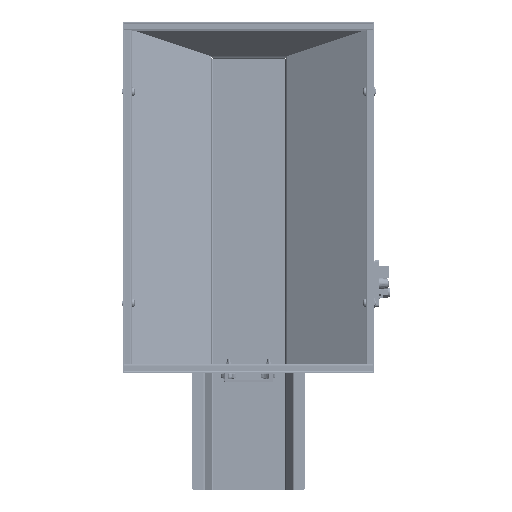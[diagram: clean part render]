
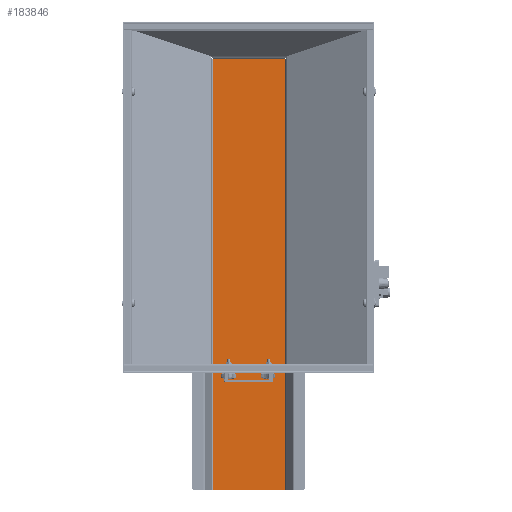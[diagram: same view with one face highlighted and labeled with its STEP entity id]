
A CAD part, top view. The second image highlights one B-rep face of the part: STEP entity #183846.
In plain terms, the highlighted planar face has unit normal (0, 0, 1).
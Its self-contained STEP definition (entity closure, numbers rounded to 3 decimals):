
#3718=PLANE('',#197056);
#14889=FACE_OUTER_BOUND('',#25123,.T.);
#25123=EDGE_LOOP('',(#143485,#143486,#143487,#143488));
#38177=LINE('',#298548,#56374);
#38182=LINE('',#298563,#56379);
#38187=LINE('',#298577,#56384);
#38188=LINE('',#298580,#56385);
#56374=VECTOR('',#228447,10.);
#56379=VECTOR('',#228470,10.);
#56384=VECTOR('',#228491,10.);
#56385=VECTOR('',#228496,10.);
#82350=VERTEX_POINT('',#298538);
#82351=VERTEX_POINT('',#298543);
#82352=VERTEX_POINT('',#298554);
#82353=VERTEX_POINT('',#298567);
#104429=EDGE_CURVE('',#82351,#82350,#38177,.T.);
#104436=EDGE_CURVE('',#82350,#82352,#38182,.T.);
#104443=EDGE_CURVE('',#82353,#82351,#38187,.T.);
#104444=EDGE_CURVE('',#82353,#82352,#38188,.T.);
#143485=ORIENTED_EDGE('',*,*,#104429,.T.);
#143486=ORIENTED_EDGE('',*,*,#104436,.T.);
#143487=ORIENTED_EDGE('',*,*,#104444,.F.);
#143488=ORIENTED_EDGE('',*,*,#104443,.T.);
#183846=ADVANCED_FACE('',(#14889),#3718,.T.);
#197056=AXIS2_PLACEMENT_3D('',#298581,#228497,#228498);
#228447=DIRECTION('',(-1.,0.,0.));
#228470=DIRECTION('',(0.,-1.,0.));
#228491=DIRECTION('',(0.,1.,0.));
#228496=DIRECTION('',(-1.,0.,0.));
#228497=DIRECTION('center_axis',(0.,0.,
1.));
#228498=DIRECTION('ref_axis',(0.,-1.,0.));
#298538=CARTESIAN_POINT('',(-71.931,864.931,1202.));
#298543=CARTESIAN_POINT('',(71.931,864.931,1202.));
#298548=CARTESIAN_POINT('',(-35.965,864.931,1202.));
#298554=CARTESIAN_POINT('',(-71.931,0.,1202.));
#298563=CARTESIAN_POINT('',(-71.931,217.,1202.));
#298567=CARTESIAN_POINT('',(71.931,0.,1202.));
#298577=CARTESIAN_POINT('',(71.931,649.465,1202.));
#298580=CARTESIAN_POINT('',(75.,0.,1202.));
#298581=CARTESIAN_POINT('Origin',(0.,434.,1202.));
